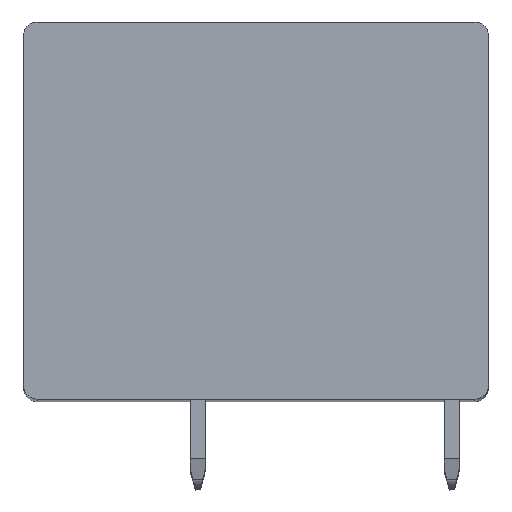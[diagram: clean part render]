
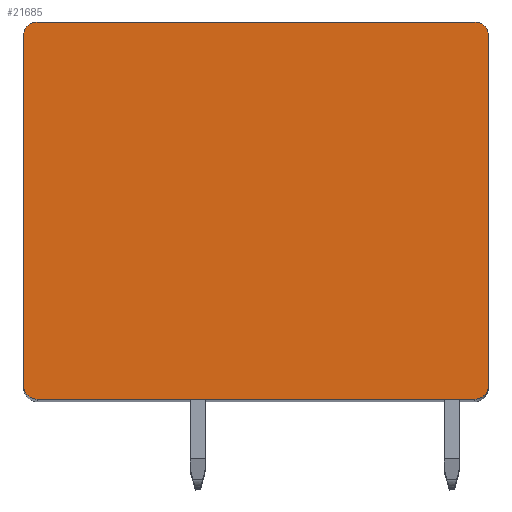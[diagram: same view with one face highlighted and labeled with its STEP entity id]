
A CAD part, top view. The second image highlights one B-rep face of the part: STEP entity #21685.
In plain terms, the highlighted planar face has unit normal (0, 0, 1).
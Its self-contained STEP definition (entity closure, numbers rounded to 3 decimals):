
#8168=CARTESIAN_POINT('',(-11.375,9.1,5.55));
#8169=DIRECTION('',(0.,0.,1.));
#8170=DIRECTION('',(0.,1.,0.));
#8171=AXIS2_PLACEMENT_3D('',#8168,#8169,#8170);
#8173=DIRECTION('',(-1.,0.,0.));
#8174=VECTOR('',#8173,22.75);
#8175=CARTESIAN_POINT('',(11.375,9.8,5.55));
#8176=LINE('',#8175,#8174);
#8177=CARTESIAN_POINT('',(11.375,9.1,5.55));
#8178=DIRECTION('',(0.,0.,1.));
#8179=DIRECTION('',(1.,0.,0.));
#8180=AXIS2_PLACEMENT_3D('',#8177,#8178,#8179);
#8182=DIRECTION('',(0.,1.,0.));
#8183=VECTOR('',#8182,18.2);
#8184=CARTESIAN_POINT('',(12.075,-9.1,5.55));
#8185=LINE('',#8184,#8183);
#8186=CARTESIAN_POINT('',(11.375,-9.1,5.55));
#8187=DIRECTION('',(0.,0.,1.));
#8188=DIRECTION('',(0.,-1.,0.));
#8189=AXIS2_PLACEMENT_3D('',#8186,#8187,#8188);
#8191=DIRECTION('',(1.,0.,0.));
#8192=VECTOR('',#8191,22.75);
#8193=CARTESIAN_POINT('',(-11.375,-9.8,5.55));
#8194=LINE('',#8193,#8192);
#8195=CARTESIAN_POINT('',(-11.375,-9.1,5.55));
#8196=DIRECTION('',(0.,0.,1.));
#8197=DIRECTION('',(-1.,0.,0.));
#8198=AXIS2_PLACEMENT_3D('',#8195,#8196,#8197);
#8200=DIRECTION('',(0.,-1.,0.));
#8201=VECTOR('',#8200,18.2);
#8202=CARTESIAN_POINT('',(-12.075,9.1,5.55));
#8203=LINE('',#8202,#8201);
#9563=CARTESIAN_POINT('',(-11.375,9.8,5.55));
#9564=CARTESIAN_POINT('',(-12.075,9.1,5.55));
#9565=VERTEX_POINT('',#9563);
#9566=VERTEX_POINT('',#9564);
#9571=CARTESIAN_POINT('',(12.075,9.1,5.55));
#9572=VERTEX_POINT('',#9571);
#9573=CARTESIAN_POINT('',(11.375,9.8,5.55));
#9574=VERTEX_POINT('',#9573);
#9579=CARTESIAN_POINT('',(11.375,-9.8,5.55));
#9580=VERTEX_POINT('',#9579);
#9581=CARTESIAN_POINT('',(12.075,-9.1,5.55));
#9582=VERTEX_POINT('',#9581);
#9587=CARTESIAN_POINT('',(-12.075,-9.1,5.55));
#9588=VERTEX_POINT('',#9587);
#9589=CARTESIAN_POINT('',(-11.375,-9.8,5.55));
#9590=VERTEX_POINT('',#9589);
#21670=CARTESIAN_POINT('',(0.,0.,5.55));
#21671=DIRECTION('',(0.,0.,1.));
#21672=DIRECTION('',(1.,0.,0.));
#21673=AXIS2_PLACEMENT_3D('',#21670,#21671,#21672);
#21674=PLANE('',#21673);
#21675=ORIENTED_EDGE('',*,*,#11926,.F.);
#21676=ORIENTED_EDGE('',*,*,#11988,.F.);
#21677=ORIENTED_EDGE('',*,*,#12329,.F.);
#21678=ORIENTED_EDGE('',*,*,#12344,.F.);
#21679=ORIENTED_EDGE('',*,*,#12357,.F.);
#21680=ORIENTED_EDGE('',*,*,#12372,.F.);
#21681=ORIENTED_EDGE('',*,*,#15305,.F.);
#21682=ORIENTED_EDGE('',*,*,#15317,.F.);
#21683=EDGE_LOOP('',(#21675,#21676,#21677,#21678,#21679,#21680,#21681,#21682));
#21684=FACE_OUTER_BOUND('',#21683,.F.);
#8172=CIRCLE('',#8171,0.7);
#8181=CIRCLE('',#8180,0.7);
#8190=CIRCLE('',#8189,0.7);
#8199=CIRCLE('',#8198,0.7);
#11926=EDGE_CURVE('',#9565,#9566,#8172,.T.);
#11988=EDGE_CURVE('',#9574,#9565,#8176,.T.);
#12329=EDGE_CURVE('',#9572,#9574,#8181,.T.);
#12344=EDGE_CURVE('',#9582,#9572,#8185,.T.);
#12357=EDGE_CURVE('',#9580,#9582,#8190,.T.);
#12372=EDGE_CURVE('',#9590,#9580,#8194,.T.);
#15305=EDGE_CURVE('',#9588,#9590,#8199,.T.);
#15317=EDGE_CURVE('',#9566,#9588,#8203,.T.);
#21685=ADVANCED_FACE('',(#21684),#21674,.T.);
